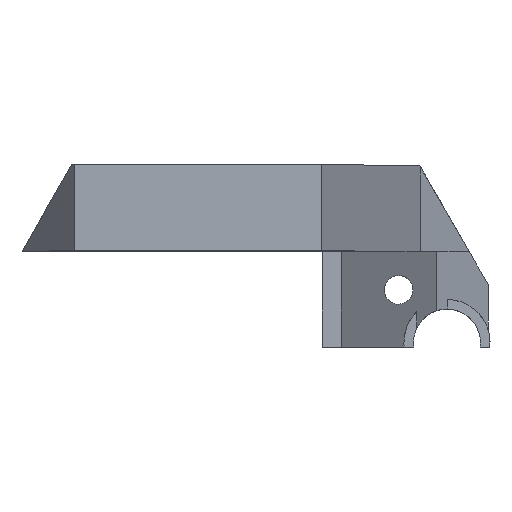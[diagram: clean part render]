
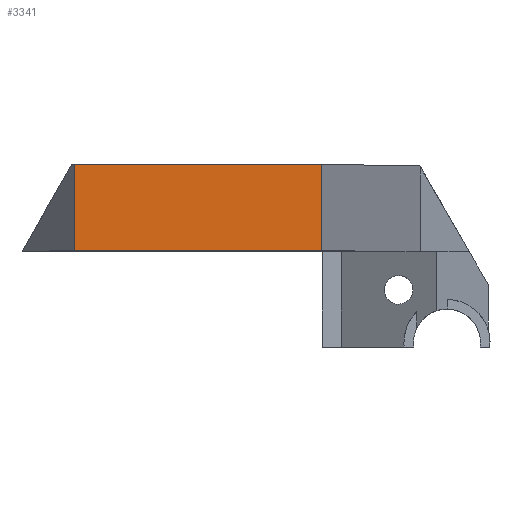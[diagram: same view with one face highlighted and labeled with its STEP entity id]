
A CAD part, top view. The second image highlights one B-rep face of the part: STEP entity #3341.
In plain terms, the highlighted planar face has unit normal (0, 0, 1).
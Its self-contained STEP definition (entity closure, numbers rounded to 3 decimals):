
#72 = PLANE('',#73);
#73 = AXIS2_PLACEMENT_3D('',#74,#75,#76);
#74 = CARTESIAN_POINT('',(-2.273,14.,29.558));
#75 = DIRECTION('',(0.,1.,0.));
#76 = DIRECTION('',(1.,0.,0.));
#293 = PLANE('',#294);
#294 = AXIS2_PLACEMENT_3D('',#295,#296,#297);
#295 = CARTESIAN_POINT('',(-10.81,5.,31.405));
#296 = DIRECTION('',(0.,1.,0.));
#297 = DIRECTION('',(0.,0.,1.));
#972 = VERTEX_POINT('',#973);
#973 = CARTESIAN_POINT('',(-17.939,14.,63.));
#987 = PLANE('',#988);
#988 = AXIS2_PLACEMENT_3D('',#989,#990,#991);
#989 = CARTESIAN_POINT('',(-23.253,-5.053,
    37.251));
#990 = DIRECTION('',(-0.979,0.,0.202));
#991 = DIRECTION('',(-0.202,0.,-0.979));
#999 = EDGE_CURVE('',#1000,#972,#1002,.T.);
#1000 = VERTEX_POINT('',#1001);
#1001 = CARTESIAN_POINT('',(7.939,14.,63.));
#1002 = SURFACE_CURVE('',#1003,(#1007,#1014),.PCURVE_S1.);
#1003 = LINE('',#1004,#1005);
#1004 = CARTESIAN_POINT('',(0.,14.,63.));
#1005 = VECTOR('',#1006,1.);
#1006 = DIRECTION('',(-1.,-0.,-0.));
#1007 = PCURVE('',#72,#1008);
#1008 = DEFINITIONAL_REPRESENTATION('',(#1009),#1013);
#1009 = LINE('',#1010,#1011);
#1010 = CARTESIAN_POINT('',(2.273,-33.442));
#1011 = VECTOR('',#1012,1.);
#1012 = DIRECTION('',(-1.,-0.));
#1013 = ( GEOMETRIC_REPRESENTATION_CONTEXT(2) 
PARAMETRIC_REPRESENTATION_CONTEXT() REPRESENTATION_CONTEXT('2D SPACE',''
  ) );
#1014 = PCURVE('',#1015,#1020);
#1015 = PLANE('',#1016);
#1016 = AXIS2_PLACEMENT_3D('',#1017,#1018,#1019);
#1017 = CARTESIAN_POINT('',(-5.,1.15,63.));
#1018 = DIRECTION('',(0.,0.,1.));
#1019 = DIRECTION('',(0.,1.,0.));
#1020 = DEFINITIONAL_REPRESENTATION('',(#1021),#1025);
#1021 = LINE('',#1022,#1023);
#1022 = CARTESIAN_POINT('',(12.85,-5.));
#1023 = VECTOR('',#1024,1.);
#1024 = DIRECTION('',(0.,1.));
#1025 = ( GEOMETRIC_REPRESENTATION_CONTEXT(2) 
PARAMETRIC_REPRESENTATION_CONTEXT() REPRESENTATION_CONTEXT('2D SPACE',''
  ) );
#1041 = PLANE('',#1042);
#1042 = AXIS2_PLACEMENT_3D('',#1043,#1044,#1045);
#1043 = CARTESIAN_POINT('',(13.481,-1.06,
    41.955));
#1044 = DIRECTION('',(0.967,0.,0.255));
#1045 = DIRECTION('',(-0.255,0.,0.967));
#1851 = VERTEX_POINT('',#1852);
#1852 = CARTESIAN_POINT('',(-17.939,5.,63.));
#1873 = EDGE_CURVE('',#1874,#1851,#1876,.T.);
#1874 = VERTEX_POINT('',#1875);
#1875 = CARTESIAN_POINT('',(7.939,5.,63.));
#1876 = SURFACE_CURVE('',#1877,(#1881,#1888),.PCURVE_S1.);
#1877 = LINE('',#1878,#1879);
#1878 = CARTESIAN_POINT('',(-7.905,5.,63.));
#1879 = VECTOR('',#1880,1.);
#1880 = DIRECTION('',(-1.,0.,0.));
#1881 = PCURVE('',#293,#1882);
#1882 = DEFINITIONAL_REPRESENTATION('',(#1883),#1887);
#1883 = LINE('',#1884,#1885);
#1884 = CARTESIAN_POINT('',(31.595,2.905));
#1885 = VECTOR('',#1886,1.);
#1886 = DIRECTION('',(0.,-1.));
#1887 = ( GEOMETRIC_REPRESENTATION_CONTEXT(2) 
PARAMETRIC_REPRESENTATION_CONTEXT() REPRESENTATION_CONTEXT('2D SPACE',''
  ) );
#1888 = PCURVE('',#1015,#1889);
#1889 = DEFINITIONAL_REPRESENTATION('',(#1890),#1894);
#1890 = LINE('',#1891,#1892);
#1891 = CARTESIAN_POINT('',(3.85,2.905));
#1892 = VECTOR('',#1893,1.);
#1893 = DIRECTION('',(0.,1.));
#1894 = ( GEOMETRIC_REPRESENTATION_CONTEXT(2) 
PARAMETRIC_REPRESENTATION_CONTEXT() REPRESENTATION_CONTEXT('2D SPACE',''
  ) );
#3319 = EDGE_CURVE('',#1851,#972,#3320,.T.);
#3320 = SURFACE_CURVE('',#3321,(#3325,#3332),.PCURVE_S1.);
#3321 = LINE('',#3322,#3323);
#3322 = CARTESIAN_POINT('',(-17.939,0.,63.));
#3323 = VECTOR('',#3324,1.);
#3324 = DIRECTION('',(0.,1.,0.));
#3325 = PCURVE('',#987,#3326);
#3326 = DEFINITIONAL_REPRESENTATION('',(#3327),#3331);
#3327 = LINE('',#3328,#3329);
#3328 = CARTESIAN_POINT('',(-26.291,-5.053));
#3329 = VECTOR('',#3330,1.);
#3330 = DIRECTION('',(0.,-1.));
#3331 = ( GEOMETRIC_REPRESENTATION_CONTEXT(2) 
PARAMETRIC_REPRESENTATION_CONTEXT() REPRESENTATION_CONTEXT('2D SPACE',''
  ) );
#3332 = PCURVE('',#1015,#3333);
#3333 = DEFINITIONAL_REPRESENTATION('',(#3334),#3338);
#3334 = LINE('',#3335,#3336);
#3335 = CARTESIAN_POINT('',(-1.15,12.939));
#3336 = VECTOR('',#3337,1.);
#3337 = DIRECTION('',(1.,0.));
#3338 = ( GEOMETRIC_REPRESENTATION_CONTEXT(2) 
PARAMETRIC_REPRESENTATION_CONTEXT() REPRESENTATION_CONTEXT('2D SPACE',''
  ) );
#3341 = ADVANCED_FACE('',(#3342),#1015,.T.);
#3342 = FACE_BOUND('',#3343,.T.);
#3343 = EDGE_LOOP('',(#3344,#3365,#3366,#3367));
#3344 = ORIENTED_EDGE('',*,*,#3345,.T.);
#3345 = EDGE_CURVE('',#1874,#1000,#3346,.T.);
#3346 = SURFACE_CURVE('',#3347,(#3351,#3358),.PCURVE_S1.);
#3347 = LINE('',#3348,#3349);
#3348 = CARTESIAN_POINT('',(7.939,0.,63.));
#3349 = VECTOR('',#3350,1.);
#3350 = DIRECTION('',(0.,1.,0.));
#3351 = PCURVE('',#1015,#3352);
#3352 = DEFINITIONAL_REPRESENTATION('',(#3353),#3357);
#3353 = LINE('',#3354,#3355);
#3354 = CARTESIAN_POINT('',(-1.15,-12.939));
#3355 = VECTOR('',#3356,1.);
#3356 = DIRECTION('',(1.,0.));
#3357 = ( GEOMETRIC_REPRESENTATION_CONTEXT(2) 
PARAMETRIC_REPRESENTATION_CONTEXT() REPRESENTATION_CONTEXT('2D SPACE',''
  ) );
#3358 = PCURVE('',#1041,#3359);
#3359 = DEFINITIONAL_REPRESENTATION('',(#3360),#3364);
#3360 = LINE('',#3361,#3362);
#3361 = CARTESIAN_POINT('',(21.762,-1.06));
#3362 = VECTOR('',#3363,1.);
#3363 = DIRECTION('',(0.,-1.));
#3364 = ( GEOMETRIC_REPRESENTATION_CONTEXT(2) 
PARAMETRIC_REPRESENTATION_CONTEXT() REPRESENTATION_CONTEXT('2D SPACE',''
  ) );
#3365 = ORIENTED_EDGE('',*,*,#999,.T.);
#3366 = ORIENTED_EDGE('',*,*,#3319,.F.);
#3367 = ORIENTED_EDGE('',*,*,#1873,.F.);
